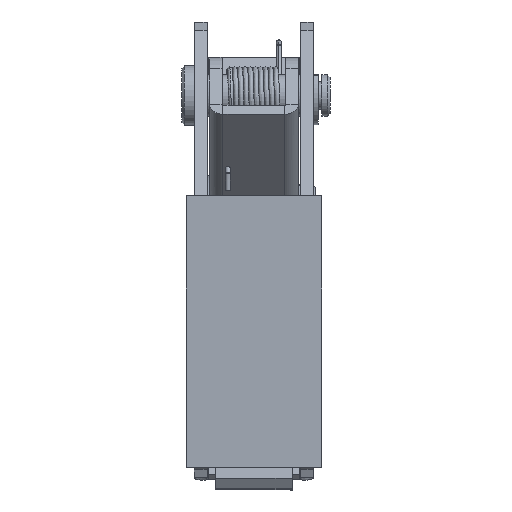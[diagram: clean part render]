
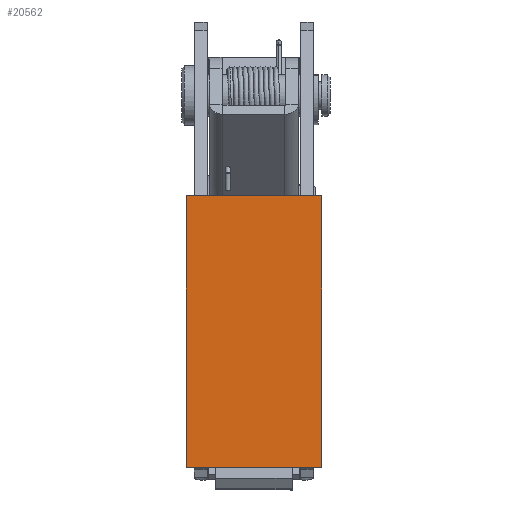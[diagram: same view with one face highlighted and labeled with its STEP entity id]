
A CAD part, front view. The second image highlights one B-rep face of the part: STEP entity #20562.
In plain terms, the highlighted planar face has unit normal (0, -1, 0).
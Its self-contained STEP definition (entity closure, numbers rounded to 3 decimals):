
#313 = ORIENTED_EDGE ( 'NONE', *, *, #6962, .F. ) ;
#790 = AXIS2_PLACEMENT_3D ( 'NONE', #6641, #1266, #13905 ) ;
#1185 = CARTESIAN_POINT ( 'NONE',  ( 36.58, 3.951, 12.456 ) ) ;
#1266 = DIRECTION ( 'NONE',  ( 0., -1., 0. ) ) ;
#1464 = CARTESIAN_POINT ( 'NONE',  ( 20.58, 3.951, 12.456 ) ) ;
#2115 = FACE_OUTER_BOUND ( 'NONE', #18166, .T. ) ;
#2175 = EDGE_CURVE ( 'NONE', #8430, #22025, #13497, .T. ) ;
#2503 = CARTESIAN_POINT ( 'NONE',  ( 20.58, 3.951, 44.456 ) ) ;
#4146 = DIRECTION ( 'NONE',  ( 0., 0., -1. ) ) ;
#5959 = CARTESIAN_POINT ( 'NONE',  ( 20.58, 3.951, 12.456 ) ) ;
#6428 = DIRECTION ( 'NONE',  ( 0., 0., 1. ) ) ;
#6641 = CARTESIAN_POINT ( 'NONE',  ( 36.58, 3.951, 12.456 ) ) ;
#6962 = EDGE_CURVE ( 'NONE', #22025, #13951, #8976, .T. ) ;
#8086 = CARTESIAN_POINT ( 'NONE',  ( 36.58, 3.951, 44.456 ) ) ;
#8377 = VECTOR ( 'NONE', #19660, 1000. ) ;
#8395 = EDGE_CURVE ( 'NONE', #17675, #8430, #9869, .T. ) ;
#8430 = VERTEX_POINT ( 'NONE', #1185 ) ;
#8499 = PLANE ( 'NONE',  #790 ) ;
#8655 = ORIENTED_EDGE ( 'NONE', *, *, #10238, .F. ) ;
#8976 = LINE ( 'NONE', #20896, #17970 ) ;
#9869 = LINE ( 'NONE', #14986, #18876 ) ;
#10238 = EDGE_CURVE ( 'NONE', #13951, #17675, #22774, .T. ) ;
#10579 = DIRECTION ( 'NONE',  ( -1., 0., 0. ) ) ;
#12918 = VECTOR ( 'NONE', #10579, 1000. ) ;
#13497 = LINE ( 'NONE', #1464, #12918 ) ;
#13905 = DIRECTION ( 'NONE',  ( 0., 0., -1. ) ) ;
#13951 = VERTEX_POINT ( 'NONE', #2503 ) ;
#14986 = CARTESIAN_POINT ( 'NONE',  ( 36.58, 3.951, 12.456 ) ) ;
#15267 = ORIENTED_EDGE ( 'NONE', *, *, #8395, .F. ) ;
#16026 = CARTESIAN_POINT ( 'NONE',  ( 20.58, 3.951, 44.456 ) ) ;
#17675 = VERTEX_POINT ( 'NONE', #8086 ) ;
#17687 = ORIENTED_EDGE ( 'NONE', *, *, #2175, .F. ) ;
#17970 = VECTOR ( 'NONE', #6428, 1000. ) ;
#18166 = EDGE_LOOP ( 'NONE', ( #17687, #15267, #8655, #313 ) ) ;
#18876 = VECTOR ( 'NONE', #4146, 1000. ) ;
#19660 = DIRECTION ( 'NONE',  ( 1., 0., 0. ) ) ;
#20562 = ADVANCED_FACE ( 'NONE', ( #2115 ), #8499, .T. ) ;
#20896 = CARTESIAN_POINT ( 'NONE',  ( 20.58, 3.951, 12.456 ) ) ;
#22025 = VERTEX_POINT ( 'NONE', #5959 ) ;
#22774 = LINE ( 'NONE', #16026, #8377 ) ;
